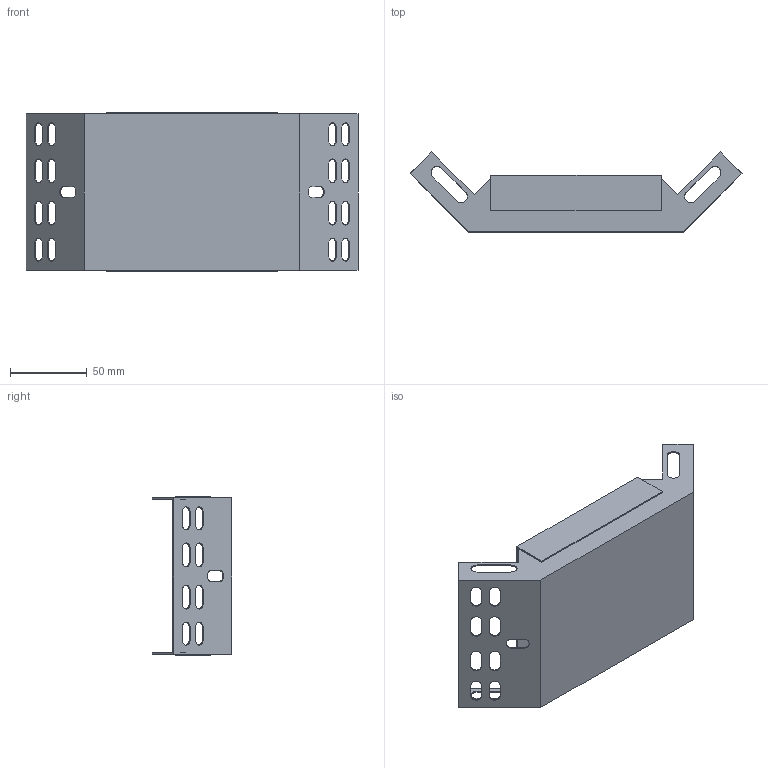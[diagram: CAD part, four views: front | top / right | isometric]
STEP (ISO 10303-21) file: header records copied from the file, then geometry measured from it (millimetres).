
FILE_DESCRIPTION (( 'STEP AP203' ), '1' );
FILE_NAME ('CLP1V-035-100-1 Ïîâîðîò íà 90 ãð. âåðòèêàëüíûé âíóòðåííèé 35õ100 ìì..STEP', '2016-03-04T09:19:31', ( '' ), ( '' ), 'SwSTEP 2.0', 'SolidWorks 2014', '' );
FILE_SCHEMA (( 'CONFIG_CONTROL_DESIGN' ));
Length unit declared in the file: millimetre
Products named in the file (1): CLP1V-035-100-1 Ïîâîðîò íà 90 ãð. âåðòèêàëüíûé âíóòðåííèé 35õ100 ìì.
Bounding box: 216.07 x 51.99 x 103.2 mm (x, y, z)
Volume: 41099.4 mm3; surface area: 104513 mm2
Topology: 2 solids, 2 shells, 120 faces, 348 edges, 232 vertices
Faces by surface type: plane 76, cylinder 44
Entity records: 4123 total; most frequent: CARTESIAN_POINT 701, ORIENTED_EDGE 696, DIRECTION 678, EDGE_CURVE 348, LINE 260, VECTOR 260, VERTEX_POINT 232, AXIS2_PLACEMENT_3D 209
